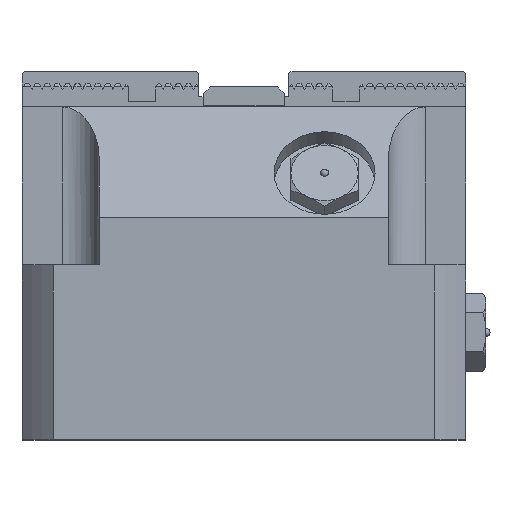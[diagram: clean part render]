
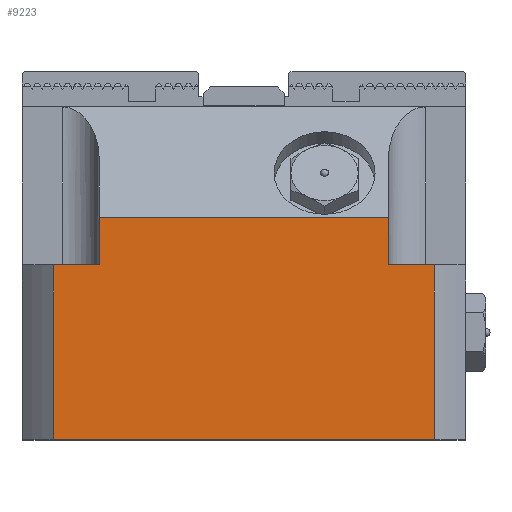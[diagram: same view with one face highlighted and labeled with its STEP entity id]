
A CAD part, top view. The second image highlights one B-rep face of the part: STEP entity #9223.
In plain terms, the highlighted planar face has unit normal (0, 0, 1).
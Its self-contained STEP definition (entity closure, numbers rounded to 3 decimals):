
#168=PLANE('',#9991);
#684=LINE('',#14110,#1659);
#686=LINE('',#14120,#1661);
#693=LINE('',#14137,#1668);
#716=LINE('',#14194,#1691);
#717=LINE('',#14196,#1692);
#718=LINE('',#14198,#1693);
#719=LINE('',#14199,#1694);
#720=LINE('',#14200,#1695);
#1659=VECTOR('',#11164,1000.);
#1661=VECTOR('',#11174,1000.);
#1668=VECTOR('',#11189,1000.);
#1691=VECTOR('',#11228,1000.);
#1692=VECTOR('',#11229,1000.);
#1693=VECTOR('',#11230,1000.);
#1694=VECTOR('',#11231,1000.);
#1695=VECTOR('',#11232,1000.);
#2777=FACE_OUTER_BOUND('',#3290,.T.);
#3290=EDGE_LOOP('',(#6864,#6865,#6866,#6867,#6868,#6869,#6870,#6871));
#4236=VERTEX_POINT('',#14107);
#4237=VERTEX_POINT('',#14109);
#4239=VERTEX_POINT('',#14114);
#4241=VERTEX_POINT('',#14118);
#4272=VERTEX_POINT('',#14192);
#4273=VERTEX_POINT('',#14193);
#4274=VERTEX_POINT('',#14195);
#4275=VERTEX_POINT('',#14197);
#5250=EDGE_CURVE('',#4236,#4237,#684,.T.);
#5255=EDGE_CURVE('',#4239,#4241,#686,.T.);
#5264=EDGE_CURVE('',#4241,#4237,#693,.T.);
#5293=EDGE_CURVE('',#4272,#4273,#716,.T.);
#5294=EDGE_CURVE('',#4274,#4273,#717,.T.);
#5295=EDGE_CURVE('',#4275,#4274,#718,.T.);
#5296=EDGE_CURVE('',#4239,#4275,#719,.T.);
#5297=EDGE_CURVE('',#4272,#4236,#720,.T.);
#6864=ORIENTED_EDGE('',*,*,#5293,.T.);
#6865=ORIENTED_EDGE('',*,*,#5294,.F.);
#6866=ORIENTED_EDGE('',*,*,#5295,.F.);
#6867=ORIENTED_EDGE('',*,*,#5296,.F.);
#6868=ORIENTED_EDGE('',*,*,#5255,.T.);
#6869=ORIENTED_EDGE('',*,*,#5264,.T.);
#6870=ORIENTED_EDGE('',*,*,#5250,.F.);
#6871=ORIENTED_EDGE('',*,*,#5297,.F.);
#9223=ADVANCED_FACE('',(#2777),#168,.F.);
#9991=AXIS2_PLACEMENT_3D('',#14191,#11226,#11227);
#11164=DIRECTION('',(0.,-1.,0.));
#11174=DIRECTION('',(0.,-1.,0.));
#11189=DIRECTION('',(1.,0.,0.));
#11226=DIRECTION('center_axis',(0.,0.,-1.));
#11227=DIRECTION('ref_axis',(-1.,0.,0.));
#11228=DIRECTION('',(0.,1.,0.));
#11229=DIRECTION('',(1.,0.,0.));
#11230=DIRECTION('',(0.,1.,0.));
#11231=DIRECTION('',(1.,0.,0.));
#11232=DIRECTION('',(1.,0.,0.));
#14107=CARTESIAN_POINT('',(28.342,26.,33.));
#14109=CARTESIAN_POINT('',(28.342,0.,33.));
#14110=CARTESIAN_POINT('',(28.342,49.5,33.));
#14114=CARTESIAN_POINT('',(-28.342,26.,33.));
#14118=CARTESIAN_POINT('',(-28.342,0.,33.));
#14120=CARTESIAN_POINT('',(-28.342,49.5,33.));
#14137=CARTESIAN_POINT('',(-28.342,0.,33.));
#14191=CARTESIAN_POINT('Origin',(-28.342,49.5,33.));
#14192=CARTESIAN_POINT('',(21.5,26.,33.));
#14193=CARTESIAN_POINT('',(21.5,33.076,33.));
#14194=CARTESIAN_POINT('',(21.5,26.,33.));
#14195=CARTESIAN_POINT('',(-21.5,33.076,33.));
#14196=CARTESIAN_POINT('',(-33.,33.076,33.));
#14197=CARTESIAN_POINT('',(-21.5,26.,33.));
#14198=CARTESIAN_POINT('',(-21.5,26.,33.));
#14199=CARTESIAN_POINT('',(-33.,26.,33.));
#14200=CARTESIAN_POINT('',(33.,26.,33.));
